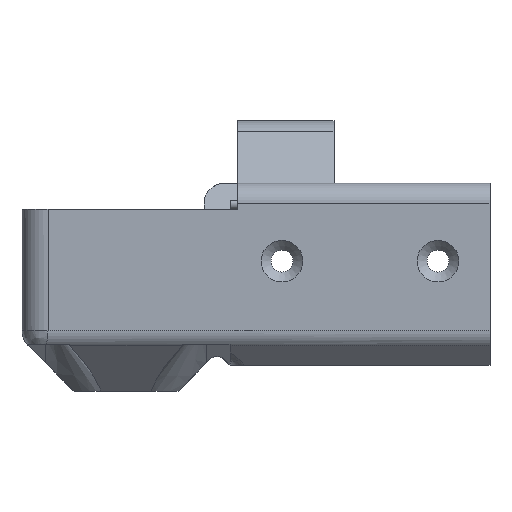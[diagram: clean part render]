
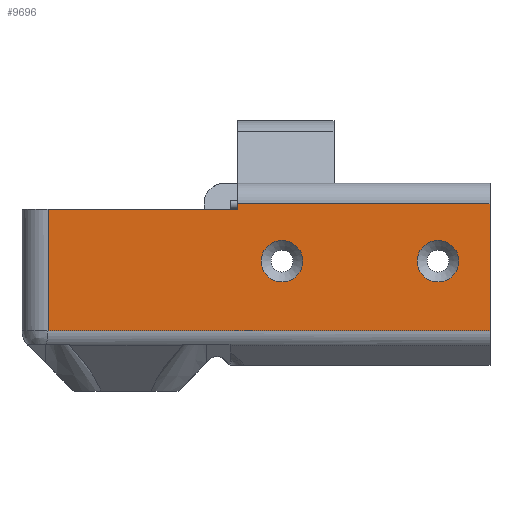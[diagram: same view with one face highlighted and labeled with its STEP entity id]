
A CAD part, left-side view. The second image highlights one B-rep face of the part: STEP entity #9696.
In plain terms, the highlighted planar face has unit normal (-1, 0, 0).
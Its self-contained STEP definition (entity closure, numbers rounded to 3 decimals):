
#140 = PLANE('',#141);
#141 = AXIS2_PLACEMENT_3D('',#142,#143,#144);
#142 = CARTESIAN_POINT('',(-4.712,-7.685,0.));
#143 = DIRECTION('',(0.,0.,1.));
#144 = DIRECTION('',(1.,0.,0.));
#1166 = PLANE('',#1167);
#1167 = AXIS2_PLACEMENT_3D('',#1168,#1169,#1170);
#1168 = CARTESIAN_POINT('',(-7.393,-70.,-11.27));
#1169 = DIRECTION('',(0.,-1.,0.));
#1170 = DIRECTION('',(0.,0.,1.));
#1217 = PLANE('',#1218);
#1218 = AXIS2_PLACEMENT_3D('',#1219,#1220,#1221);
#1219 = CARTESIAN_POINT('',(4.422,-21.5,5.698));
#1220 = DIRECTION('',(0.,1.,0.));
#1221 = DIRECTION('',(0.,0.,-1.));
#2465 = VERTEX_POINT('',#2466);
#2466 = CARTESIAN_POINT('',(-20.,-21.5,0.));
#2487 = EDGE_CURVE('',#2488,#2465,#2490,.T.);
#2488 = VERTEX_POINT('',#2489);
#2489 = CARTESIAN_POINT('',(-20.,15.,0.));
#2490 = SURFACE_CURVE('',#2491,(#2495,#2502),.PCURVE_S1.);
#2491 = LINE('',#2492,#2493);
#2492 = CARTESIAN_POINT('',(-20.,20.,0.));
#2493 = VECTOR('',#2494,1.);
#2494 = DIRECTION('',(-0.,-1.,-0.));
#2495 = PCURVE('',#140,#2496);
#2496 = DEFINITIONAL_REPRESENTATION('',(#2497),#2501);
#2497 = LINE('',#2498,#2499);
#2498 = CARTESIAN_POINT('',(-15.288,27.685));
#2499 = VECTOR('',#2500,1.);
#2500 = DIRECTION('',(-0.,-1.));
#2501 = ( GEOMETRIC_REPRESENTATION_CONTEXT(2) 
PARAMETRIC_REPRESENTATION_CONTEXT() REPRESENTATION_CONTEXT('2D SPACE',''
  ) );
#2502 = PCURVE('',#2503,#2508);
#2503 = PLANE('',#2504);
#2504 = AXIS2_PLACEMENT_3D('',#2505,#2506,#2507);
#2505 = CARTESIAN_POINT('',(-20.,-25.151,-12.151));
#2506 = DIRECTION('',(-1.,-0.,-0.));
#2507 = DIRECTION('',(0.,0.,-1.));
#2508 = DEFINITIONAL_REPRESENTATION('',(#2509),#2513);
#2509 = LINE('',#2510,#2511);
#2510 = CARTESIAN_POINT('',(-12.151,-45.151));
#2511 = VECTOR('',#2512,1.);
#2512 = DIRECTION('',(-0.,1.));
#2513 = ( GEOMETRIC_REPRESENTATION_CONTEXT(2) 
PARAMETRIC_REPRESENTATION_CONTEXT() REPRESENTATION_CONTEXT('2D SPACE',''
  ) );
#2532 = CYLINDRICAL_SURFACE('',#2533,5.);
#2533 = AXIS2_PLACEMENT_3D('',#2534,#2535,#2536);
#2534 = CARTESIAN_POINT('',(-15.,15.,0.));
#2535 = DIRECTION('',(0.,0.,-1.));
#2536 = DIRECTION('',(0.,1.,0.));
#5678 = VERTEX_POINT('',#5679);
#5679 = CARTESIAN_POINT('',(-20.,-21.5,1.));
#5698 = CYLINDRICAL_SURFACE('',#5699,4.);
#5699 = AXIS2_PLACEMENT_3D('',#5700,#5701,#5702);
#5700 = CARTESIAN_POINT('',(-16.,-70.,1.));
#5701 = DIRECTION('',(0.,1.,0.));
#5702 = DIRECTION('',(0.,0.,1.));
#5710 = EDGE_CURVE('',#2465,#5678,#5711,.T.);
#5711 = SURFACE_CURVE('',#5712,(#5716,#5723),.PCURVE_S1.);
#5712 = LINE('',#5713,#5714);
#5713 = CARTESIAN_POINT('',(-20.,-21.5,-6.075));
#5714 = VECTOR('',#5715,1.);
#5715 = DIRECTION('',(0.,0.,1.));
#5716 = PCURVE('',#1217,#5717);
#5717 = DEFINITIONAL_REPRESENTATION('',(#5718),#5722);
#5718 = LINE('',#5719,#5720);
#5719 = CARTESIAN_POINT('',(11.774,24.422));
#5720 = VECTOR('',#5721,1.);
#5721 = DIRECTION('',(-1.,0.));
#5722 = ( GEOMETRIC_REPRESENTATION_CONTEXT(2) 
PARAMETRIC_REPRESENTATION_CONTEXT() REPRESENTATION_CONTEXT('2D SPACE',''
  ) );
#5723 = PCURVE('',#2503,#5724);
#5724 = DEFINITIONAL_REPRESENTATION('',(#5725),#5729);
#5725 = LINE('',#5726,#5727);
#5726 = CARTESIAN_POINT('',(-6.075,-3.651));
#5727 = VECTOR('',#5728,1.);
#5728 = DIRECTION('',(-1.,-0.));
#5729 = ( GEOMETRIC_REPRESENTATION_CONTEXT(2) 
PARAMETRIC_REPRESENTATION_CONTEXT() REPRESENTATION_CONTEXT('2D SPACE',''
  ) );
#6154 = VERTEX_POINT('',#6155);
#6155 = CARTESIAN_POINT('',(-20.,-70.,-23.343));
#6170 = CYLINDRICAL_SURFACE('',#6171,4.);
#6171 = AXIS2_PLACEMENT_3D('',#6172,#6173,#6174);
#6172 = CARTESIAN_POINT('',(-16.,-70.,-23.343));
#6173 = DIRECTION('',(0.,1.,0.));
#6174 = DIRECTION('',(-1.,-0.,-0.));
#6182 = EDGE_CURVE('',#6154,#6183,#6185,.T.);
#6183 = VERTEX_POINT('',#6184);
#6184 = CARTESIAN_POINT('',(-20.,-70.,1.));
#6185 = SURFACE_CURVE('',#6186,(#6190,#6197),.PCURVE_S1.);
#6186 = LINE('',#6187,#6188);
#6187 = CARTESIAN_POINT('',(-20.,-70.,-25.));
#6188 = VECTOR('',#6189,1.);
#6189 = DIRECTION('',(0.,0.,1.));
#6190 = PCURVE('',#1166,#6191);
#6191 = DEFINITIONAL_REPRESENTATION('',(#6192),#6196);
#6192 = LINE('',#6193,#6194);
#6193 = CARTESIAN_POINT('',(-13.73,12.607));
#6194 = VECTOR('',#6195,1.);
#6195 = DIRECTION('',(1.,-0.));
#6196 = ( GEOMETRIC_REPRESENTATION_CONTEXT(2) 
PARAMETRIC_REPRESENTATION_CONTEXT() REPRESENTATION_CONTEXT('2D SPACE',''
  ) );
#6197 = PCURVE('',#2503,#6198);
#6198 = DEFINITIONAL_REPRESENTATION('',(#6199),#6203);
#6199 = LINE('',#6200,#6201);
#6200 = CARTESIAN_POINT('',(12.849,44.849));
#6201 = VECTOR('',#6202,1.);
#6202 = DIRECTION('',(-1.,-0.));
#6203 = ( GEOMETRIC_REPRESENTATION_CONTEXT(2) 
PARAMETRIC_REPRESENTATION_CONTEXT() REPRESENTATION_CONTEXT('2D SPACE',''
  ) );
#9696 = ADVANCED_FACE('',(#9697,#9767,#9798),#2503,.T.);
#9697 = FACE_BOUND('',#9698,.F.);
#9698 = EDGE_LOOP('',(#9699,#9722,#9723,#9724,#9745,#9746));
#9699 = ORIENTED_EDGE('',*,*,#9700,.F.);
#9700 = EDGE_CURVE('',#2488,#9701,#9703,.T.);
#9701 = VERTEX_POINT('',#9702);
#9702 = CARTESIAN_POINT('',(-20.,15.,-23.343));
#9703 = SURFACE_CURVE('',#9704,(#9708,#9715),.PCURVE_S1.);
#9704 = LINE('',#9705,#9706);
#9705 = CARTESIAN_POINT('',(-20.,15.,0.));
#9706 = VECTOR('',#9707,1.);
#9707 = DIRECTION('',(0.,0.,-1.));
#9708 = PCURVE('',#2503,#9709);
#9709 = DEFINITIONAL_REPRESENTATION('',(#9710),#9714);
#9710 = LINE('',#9711,#9712);
#9711 = CARTESIAN_POINT('',(-12.151,-40.151));
#9712 = VECTOR('',#9713,1.);
#9713 = DIRECTION('',(1.,-0.));
#9714 = ( GEOMETRIC_REPRESENTATION_CONTEXT(2) 
PARAMETRIC_REPRESENTATION_CONTEXT() REPRESENTATION_CONTEXT('2D SPACE',''
  ) );
#9715 = PCURVE('',#2532,#9716);
#9716 = DEFINITIONAL_REPRESENTATION('',(#9717),#9721);
#9717 = LINE('',#9718,#9719);
#9718 = CARTESIAN_POINT('',(-1.571,0.));
#9719 = VECTOR('',#9720,1.);
#9720 = DIRECTION('',(-0.,1.));
#9721 = ( GEOMETRIC_REPRESENTATION_CONTEXT(2) 
PARAMETRIC_REPRESENTATION_CONTEXT() REPRESENTATION_CONTEXT('2D SPACE',''
  ) );
#9722 = ORIENTED_EDGE('',*,*,#2487,.T.);
#9723 = ORIENTED_EDGE('',*,*,#5710,.T.);
#9724 = ORIENTED_EDGE('',*,*,#9725,.F.);
#9725 = EDGE_CURVE('',#6183,#5678,#9726,.T.);
#9726 = SURFACE_CURVE('',#9727,(#9731,#9738),.PCURVE_S1.);
#9727 = LINE('',#9728,#9729);
#9728 = CARTESIAN_POINT('',(-20.,-70.,1.));
#9729 = VECTOR('',#9730,1.);
#9730 = DIRECTION('',(0.,1.,0.));
#9731 = PCURVE('',#2503,#9732);
#9732 = DEFINITIONAL_REPRESENTATION('',(#9733),#9737);
#9733 = LINE('',#9734,#9735);
#9734 = CARTESIAN_POINT('',(-13.151,44.849));
#9735 = VECTOR('',#9736,1.);
#9736 = DIRECTION('',(-0.,-1.));
#9737 = ( GEOMETRIC_REPRESENTATION_CONTEXT(2) 
PARAMETRIC_REPRESENTATION_CONTEXT() REPRESENTATION_CONTEXT('2D SPACE',''
  ) );
#9738 = PCURVE('',#5698,#9739);
#9739 = DEFINITIONAL_REPRESENTATION('',(#9740),#9744);
#9740 = LINE('',#9741,#9742);
#9741 = CARTESIAN_POINT('',(-1.571,0.));
#9742 = VECTOR('',#9743,1.);
#9743 = DIRECTION('',(-0.,1.));
#9744 = ( GEOMETRIC_REPRESENTATION_CONTEXT(2) 
PARAMETRIC_REPRESENTATION_CONTEXT() REPRESENTATION_CONTEXT('2D SPACE',''
  ) );
#9745 = ORIENTED_EDGE('',*,*,#6182,.F.);
#9746 = ORIENTED_EDGE('',*,*,#9747,.T.);
#9747 = EDGE_CURVE('',#6154,#9701,#9748,.T.);
#9748 = SURFACE_CURVE('',#9749,(#9753,#9760),.PCURVE_S1.);
#9749 = LINE('',#9750,#9751);
#9750 = CARTESIAN_POINT('',(-20.,-70.,-23.343));
#9751 = VECTOR('',#9752,1.);
#9752 = DIRECTION('',(0.,1.,0.));
#9753 = PCURVE('',#2503,#9754);
#9754 = DEFINITIONAL_REPRESENTATION('',(#9755),#9759);
#9755 = LINE('',#9756,#9757);
#9756 = CARTESIAN_POINT('',(11.192,44.849));
#9757 = VECTOR('',#9758,1.);
#9758 = DIRECTION('',(-0.,-1.));
#9759 = ( GEOMETRIC_REPRESENTATION_CONTEXT(2) 
PARAMETRIC_REPRESENTATION_CONTEXT() REPRESENTATION_CONTEXT('2D SPACE',''
  ) );
#9760 = PCURVE('',#6170,#9761);
#9761 = DEFINITIONAL_REPRESENTATION('',(#9762),#9766);
#9762 = LINE('',#9763,#9764);
#9763 = CARTESIAN_POINT('',(-0.,0.));
#9764 = VECTOR('',#9765,1.);
#9765 = DIRECTION('',(-0.,1.));
#9766 = ( GEOMETRIC_REPRESENTATION_CONTEXT(2) 
PARAMETRIC_REPRESENTATION_CONTEXT() REPRESENTATION_CONTEXT('2D SPACE',''
  ) );
#9767 = FACE_BOUND('',#9768,.F.);
#9768 = EDGE_LOOP('',(#9769));
#9769 = ORIENTED_EDGE('',*,*,#9770,.T.);
#9770 = EDGE_CURVE('',#9771,#9771,#9773,.T.);
#9771 = VERTEX_POINT('',#9772);
#9772 = CARTESIAN_POINT('',(-20.,-64.,-10.));
#9773 = SURFACE_CURVE('',#9774,(#9779,#9786),.PCURVE_S1.);
#9774 = CIRCLE('',#9775,4.);
#9775 = AXIS2_PLACEMENT_3D('',#9776,#9777,#9778);
#9776 = CARTESIAN_POINT('',(-20.,-60.,-10.));
#9777 = DIRECTION('',(-1.,0.,0.));
#9778 = DIRECTION('',(0.,-1.,0.));
#9779 = PCURVE('',#2503,#9780);
#9780 = DEFINITIONAL_REPRESENTATION('',(#9781),#9785);
#9781 = CIRCLE('',#9782,4.);
#9782 = AXIS2_PLACEMENT_2D('',#9783,#9784);
#9783 = CARTESIAN_POINT('',(-2.151,34.849));
#9784 = DIRECTION('',(-0.,1.));
#9785 = ( GEOMETRIC_REPRESENTATION_CONTEXT(2) 
PARAMETRIC_REPRESENTATION_CONTEXT() REPRESENTATION_CONTEXT('2D SPACE',''
  ) );
#9786 = PCURVE('',#9787,#9792);
#9787 = CONICAL_SURFACE('',#9788,4.,0.785);
#9788 = AXIS2_PLACEMENT_3D('',#9789,#9790,#9791);
#9789 = CARTESIAN_POINT('',(-20.,-60.,-10.));
#9790 = DIRECTION('',(-1.,0.,0.));
#9791 = DIRECTION('',(0.,-1.,0.));
#9792 = DEFINITIONAL_REPRESENTATION('',(#9793),#9797);
#9793 = LINE('',#9794,#9795);
#9794 = CARTESIAN_POINT('',(0.,-0.));
#9795 = VECTOR('',#9796,1.);
#9796 = DIRECTION('',(1.,-0.));
#9797 = ( GEOMETRIC_REPRESENTATION_CONTEXT(2) 
PARAMETRIC_REPRESENTATION_CONTEXT() REPRESENTATION_CONTEXT('2D SPACE',''
  ) );
#9798 = FACE_BOUND('',#9799,.F.);
#9799 = EDGE_LOOP('',(#9800));
#9800 = ORIENTED_EDGE('',*,*,#9801,.T.);
#9801 = EDGE_CURVE('',#9802,#9802,#9804,.T.);
#9802 = VERTEX_POINT('',#9803);
#9803 = CARTESIAN_POINT('',(-20.,-34.,-10.));
#9804 = SURFACE_CURVE('',#9805,(#9810,#9817),.PCURVE_S1.);
#9805 = CIRCLE('',#9806,4.);
#9806 = AXIS2_PLACEMENT_3D('',#9807,#9808,#9809);
#9807 = CARTESIAN_POINT('',(-20.,-30.,-10.));
#9808 = DIRECTION('',(-1.,0.,0.));
#9809 = DIRECTION('',(0.,-1.,0.));
#9810 = PCURVE('',#2503,#9811);
#9811 = DEFINITIONAL_REPRESENTATION('',(#9812),#9816);
#9812 = CIRCLE('',#9813,4.);
#9813 = AXIS2_PLACEMENT_2D('',#9814,#9815);
#9814 = CARTESIAN_POINT('',(-2.151,4.849));
#9815 = DIRECTION('',(-0.,1.));
#9816 = ( GEOMETRIC_REPRESENTATION_CONTEXT(2) 
PARAMETRIC_REPRESENTATION_CONTEXT() REPRESENTATION_CONTEXT('2D SPACE',''
  ) );
#9817 = PCURVE('',#9818,#9823);
#9818 = CONICAL_SURFACE('',#9819,4.,0.785);
#9819 = AXIS2_PLACEMENT_3D('',#9820,#9821,#9822);
#9820 = CARTESIAN_POINT('',(-20.,-30.,-10.));
#9821 = DIRECTION('',(-1.,0.,0.));
#9822 = DIRECTION('',(0.,-1.,0.));
#9823 = DEFINITIONAL_REPRESENTATION('',(#9824),#9828);
#9824 = LINE('',#9825,#9826);
#9825 = CARTESIAN_POINT('',(0.,-0.));
#9826 = VECTOR('',#9827,1.);
#9827 = DIRECTION('',(1.,-0.));
#9828 = ( GEOMETRIC_REPRESENTATION_CONTEXT(2) 
PARAMETRIC_REPRESENTATION_CONTEXT() REPRESENTATION_CONTEXT('2D SPACE',''
  ) );
